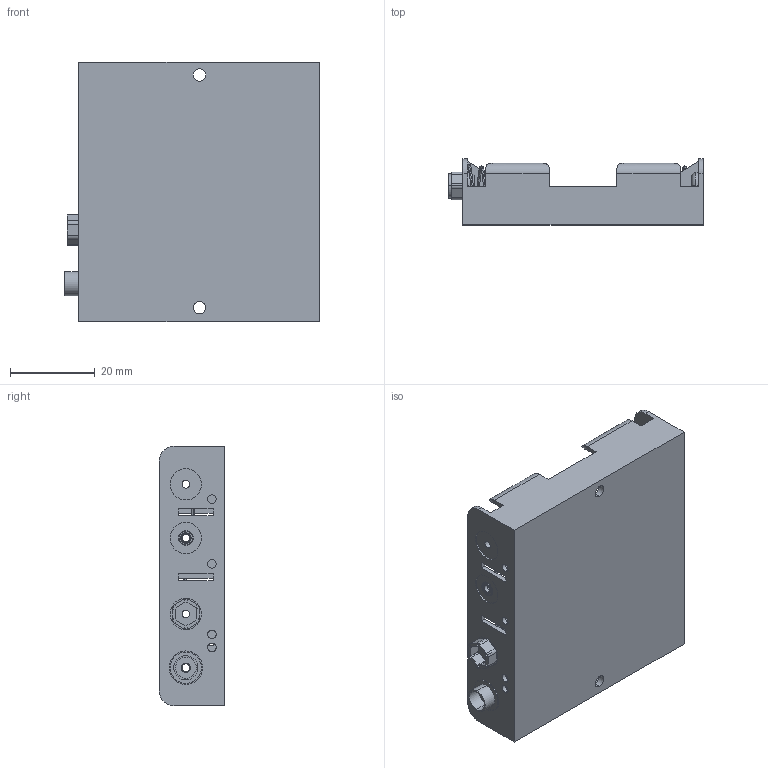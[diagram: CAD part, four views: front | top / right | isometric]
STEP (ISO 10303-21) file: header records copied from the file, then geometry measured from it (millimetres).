
FILE_DESCRIPTION (( 'STEP AP214' ), '1' );
FILE_NAME ('BC4AASF.STEP', '2019-12-04T03:58:20', ( '' ), ( '' ), 'SwSTEP 2.0', 'SolidWorks 2016', '' );
FILE_SCHEMA (( 'AUTOMOTIVE_DESIGN' ));
Length unit declared in the file: millimetre
Products named in the file (1): BC4AASF
Bounding box: 60.13 x 15.5 x 61.3 mm (x, y, z)
Volume: 10324.6 mm3; surface area: 18036.2 mm2
Topology: 11 solids, 11 shells, 599 faces, 1452 edges, 937 vertices
Faces by surface type: plane 294, cylinder 209, torus 72, bspline 24
Entity records: 24844 total; most frequent: CARTESIAN_POINT 10301, DIRECTION 3074, ORIENTED_EDGE 2904, EDGE_CURVE 1452, AXIS2_PLACEMENT_3D 1122, VERTEX_POINT 937, LINE 830, VECTOR 830
